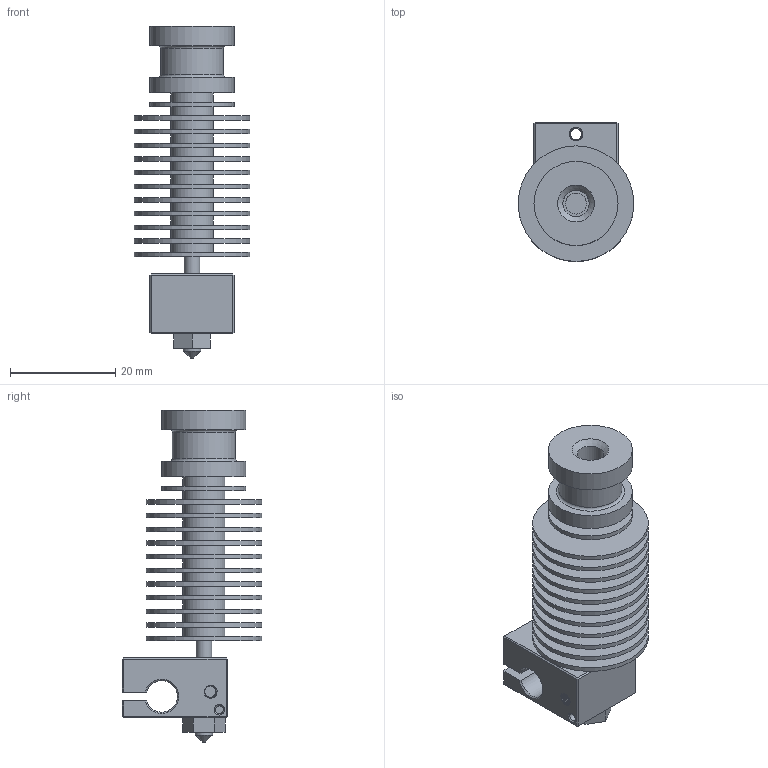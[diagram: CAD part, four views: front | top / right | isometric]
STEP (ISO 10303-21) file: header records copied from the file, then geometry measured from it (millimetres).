
FILE_DESCRIPTION(/* description */ (''),/* implementation_level */ '2;1');
FILE_NAME(/* name */ 'E3D V6 HotEnd.stp',/* time_stamp */ '2015-02-22T23:29:55-06:00',/* author */ (''),/* organization */ (''),/* preprocessor_version */ 'ST-DEVELOPER v16',/* originating_system */ 'Autodesk Translator Framework v4.0.0.4510',/* authorisation */ '');
FILE_SCHEMA (('AUTOMOTIVE_DESIGN { 1 0 10303 214 3 1 1 }'));
Length unit declared in the file: centimetre
Products named in the file (1): E3D Hot End v7
Bounding box: 22 x 26.52 x 63.2 mm (x, y, z)
Volume: 9336 mm3; surface area: 13245.3 mm2
Topology: 11 solids, 11 shells, 140 faces, 253 edges, 159 vertices
Faces by surface type: plane 81, cylinder 48, cone 5, bspline 4, torus 2
Full cylindrical faces by diameter (mm): 0.4 x1, 1.5 x1, 2.5 x1, 2.95 x1, 3.3 x1, 4 x10, 5 x1, 8 x12, 12 x1, 16 x3, 22 x11
Entity records: 6959 total; most frequent: CARTESIAN_POINT 4269, DIRECTION 562, ORIENTED_EDGE 410, AXIS2_PLACEMENT_3D 240, EDGE_LOOP 236, EDGE_CURVE 205, VERTEX_POINT 159, FACE_OUTER_BOUND 140
